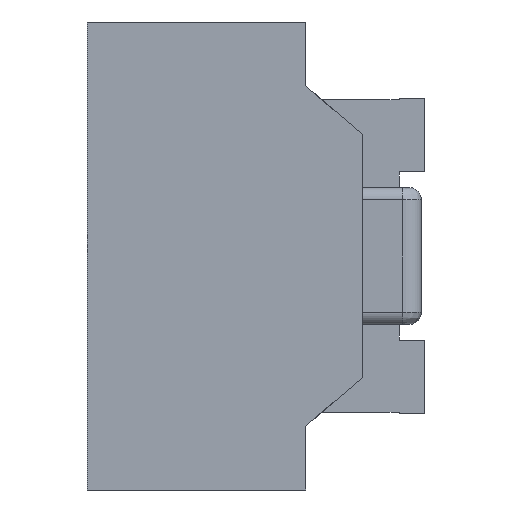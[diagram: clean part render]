
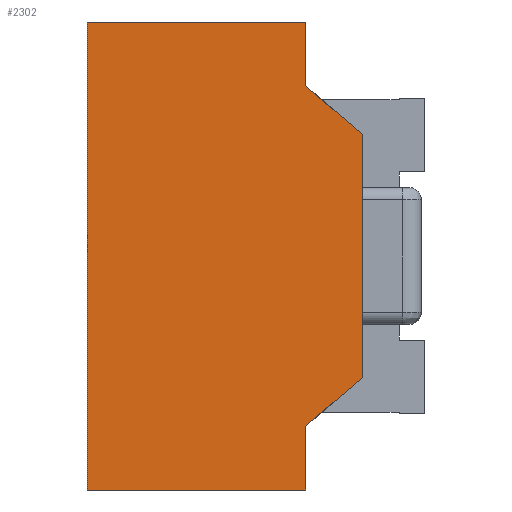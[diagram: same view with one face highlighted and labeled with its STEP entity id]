
A CAD part, left-side view. The second image highlights one B-rep face of the part: STEP entity #2302.
In plain terms, the highlighted planar face has unit normal (-1, 0, 0).
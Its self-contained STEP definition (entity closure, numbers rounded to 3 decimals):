
#102 = LINE ( 'NONE', #909, #469 ) ;
#179 = LINE ( 'NONE', #2217, #1602 ) ;
#184 = VERTEX_POINT ( 'NONE', #700 ) ;
#189 = CARTESIAN_POINT ( 'NONE',  ( -1.89, 2.74, -1.905 ) ) ;
#201 = CARTESIAN_POINT ( 'NONE',  ( -1.89, 2.74, 1.905 ) ) ;
#216 = VERTEX_POINT ( 'NONE', #2195 ) ;
#289 = LINE ( 'NONE', #1912, #1722 ) ;
#291 = CARTESIAN_POINT ( 'NONE',  ( -1.89, 2.74, 1.905 ) ) ;
#365 = ORIENTED_EDGE ( 'NONE', *, *, #1689, .F. ) ;
#417 = CARTESIAN_POINT ( 'NONE',  ( -1.89, 0.96, -1.905 ) ) ;
#433 = CARTESIAN_POINT ( 'NONE',  ( -1.89, 0.96, 1.385 ) ) ;
#439 = EDGE_CURVE ( 'NONE', #2247, #798, #2354, .T. ) ;
#469 = VECTOR ( 'NONE', #2029, 1000. ) ;
#491 = FACE_OUTER_BOUND ( 'NONE', #1189, .T. ) ;
#639 = EDGE_CURVE ( 'NONE', #798, #216, #1206, .T. ) ;
#680 = DIRECTION ( 'NONE',  ( 0., 0., 1. ) ) ;
#700 = CARTESIAN_POINT ( 'NONE',  ( -1.89, 0.5, 0.99 ) ) ;
#712 = PLANE ( 'NONE',  #1741 ) ;
#766 = DIRECTION ( 'NONE',  ( 0., 0.759, -0.651 ) ) ;
#798 = VERTEX_POINT ( 'NONE', #2146 ) ;
#825 = ORIENTED_EDGE ( 'NONE', *, *, #2014, .F. ) ;
#905 = CARTESIAN_POINT ( 'NONE',  ( -1.89, 2.74, -1.905 ) ) ;
#909 = CARTESIAN_POINT ( 'NONE',  ( -1.89, 0.96, 1.385 ) ) ;
#925 = DIRECTION ( 'NONE',  ( 1., 0., 0. ) ) ;
#990 = ORIENTED_EDGE ( 'NONE', *, *, #439, .F. ) ;
#1008 = VECTOR ( 'NONE', #2072, 1000. ) ;
#1047 = VERTEX_POINT ( 'NONE', #433 ) ;
#1078 = EDGE_CURVE ( 'NONE', #2224, #1712, #1645, .T. ) ;
#1084 = ORIENTED_EDGE ( 'NONE', *, *, #639, .F. ) ;
#1109 = DIRECTION ( 'NONE',  ( 0., 0., -1. ) ) ;
#1113 = DIRECTION ( 'NONE',  ( 0., 0., -1. ) ) ;
#1189 = EDGE_LOOP ( 'NONE', ( #990, #365, #2334, #825, #2269, #2073, #1633, #1084 ) ) ;
#1206 = LINE ( 'NONE', #2321, #1504 ) ;
#1295 = VERTEX_POINT ( 'NONE', #189 ) ;
#1366 = CARTESIAN_POINT ( 'NONE',  ( -1.89, 0.5, -0.99 ) ) ;
#1384 = EDGE_CURVE ( 'NONE', #1295, #216, #289, .T. ) ;
#1406 = CARTESIAN_POINT ( 'NONE',  ( -1.89, 2.74, 1.905 ) ) ;
#1504 = VECTOR ( 'NONE', #1796, 1000. ) ;
#1507 = VECTOR ( 'NONE', #680, 1000. ) ;
#1539 = VECTOR ( 'NONE', #766, 1000. ) ;
#1541 = DIRECTION ( 'NONE',  ( 0., -1., 0. ) ) ;
#1572 = DIRECTION ( 'NONE',  ( 0., 1., 0. ) ) ;
#1602 = VECTOR ( 'NONE', #1113, 1000. ) ;
#1620 = CARTESIAN_POINT ( 'NONE',  ( -1.89, 0.96, 1.905 ) ) ;
#1633 = ORIENTED_EDGE ( 'NONE', *, *, #1384, .T. ) ;
#1645 = LINE ( 'NONE', #291, #2204 ) ;
#1689 = EDGE_CURVE ( 'NONE', #184, #2247, #179, .T. ) ;
#1712 = VERTEX_POINT ( 'NONE', #201 ) ;
#1722 = VECTOR ( 'NONE', #1541, 1000. ) ;
#1732 = EDGE_CURVE ( 'NONE', #1047, #184, #102, .T. ) ;
#1741 = AXIS2_PLACEMENT_3D ( 'NONE', #905, #925, #1109 ) ;
#1796 = DIRECTION ( 'NONE',  ( 0., 0., -1. ) ) ;
#1820 = LINE ( 'NONE', #417, #1008 ) ;
#1912 = CARTESIAN_POINT ( 'NONE',  ( -1.89, 2.74, -1.905 ) ) ;
#1980 = LINE ( 'NONE', #1406, #1507 ) ;
#2014 = EDGE_CURVE ( 'NONE', #2224, #1047, #1820, .T. ) ;
#2029 = DIRECTION ( 'NONE',  ( 0., -0.759, -0.651 ) ) ;
#2072 = DIRECTION ( 'NONE',  ( 0., 0., -1. ) ) ;
#2073 = ORIENTED_EDGE ( 'NONE', *, *, #2288, .F. ) ;
#2146 = CARTESIAN_POINT ( 'NONE',  ( -1.89, 0.96, -1.385 ) ) ;
#2195 = CARTESIAN_POINT ( 'NONE',  ( -1.89, 0.96, -1.905 ) ) ;
#2204 = VECTOR ( 'NONE', #1572, 1000. ) ;
#2217 = CARTESIAN_POINT ( 'NONE',  ( -1.89, 0.5, -1.905 ) ) ;
#2224 = VERTEX_POINT ( 'NONE', #1620 ) ;
#2247 = VERTEX_POINT ( 'NONE', #2347 ) ;
#2269 = ORIENTED_EDGE ( 'NONE', *, *, #1078, .T. ) ;
#2288 = EDGE_CURVE ( 'NONE', #1295, #1712, #1980, .T. ) ;
#2302 = ADVANCED_FACE ( 'NONE', ( #491 ), #712, .F. ) ;
#2321 = CARTESIAN_POINT ( 'NONE',  ( -1.89, 0.96, -1.905 ) ) ;
#2334 = ORIENTED_EDGE ( 'NONE', *, *, #1732, .F. ) ;
#2347 = CARTESIAN_POINT ( 'NONE',  ( -1.89, 0.5, -0.99 ) ) ;
#2354 = LINE ( 'NONE', #1366, #1539 ) ;
